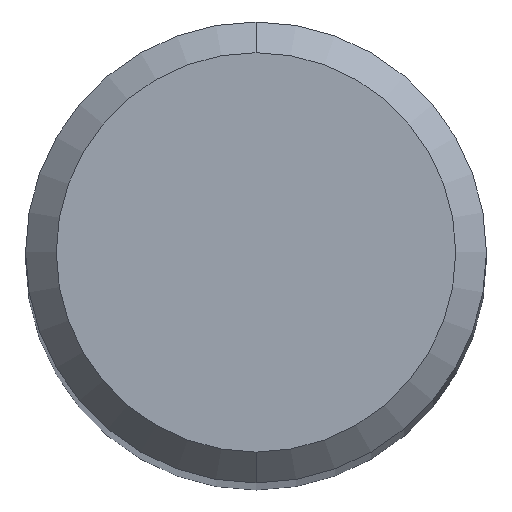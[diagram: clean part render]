
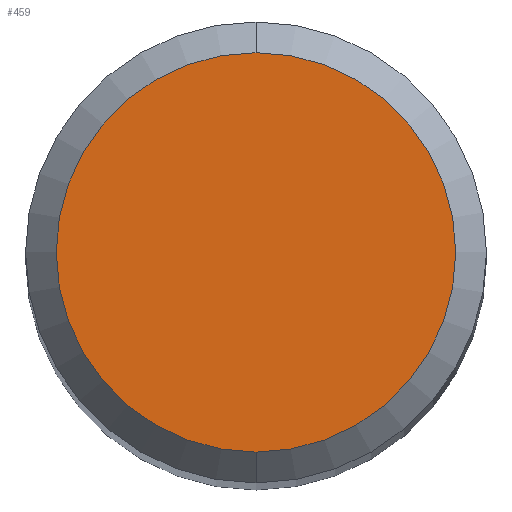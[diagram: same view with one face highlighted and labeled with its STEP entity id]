
A CAD part, top view. The second image highlights one B-rep face of the part: STEP entity #459.
In plain terms, the highlighted planar face has unit normal (0, 0, 1).
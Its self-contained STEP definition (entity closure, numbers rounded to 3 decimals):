
#319=EDGE_CURVE('',#419,#389,#636,.T.);
#369=EDGE_CURVE('',#389,#419,#695,.T.);
#389=VERTEX_POINT('',#717);
#419=VERTEX_POINT('',#749);
#459=ADVANCED_FACE('',(#794),#795,.T.);
#636=CIRCLE('',#1112,2.6);
#695=CIRCLE('',#1208,2.6);
#717=CARTESIAN_POINT('',(0.0,2.6,0.0));
#749=CARTESIAN_POINT('',(0.,-2.6,0.0));
#794=FACE_OUTER_BOUND('',#1436,.T.);
#795=PLANE('',#1437);
#1112=AXIS2_PLACEMENT_3D('',#1575,#1576,#1577);
#1208=AXIS2_PLACEMENT_3D('',#1666,#1667,#1668);
#1436=EDGE_LOOP('',(#1789,#1790));
#1437=AXIS2_PLACEMENT_3D('',#1791,#1792,#1793);
#1575=CARTESIAN_POINT('',(0.0,0.0,0.0));
#1576=DIRECTION('',(0.0,0.0,-1.0));
#1577=DIRECTION('',(0.0,1.0,0.0));
#1666=CARTESIAN_POINT('',(0.0,0.0,0.0));
#1667=DIRECTION('',(0.0,0.0,-1.0));
#1668=DIRECTION('',(0.0,1.0,0.0));
#1789=ORIENTED_EDGE('',*,*,#369,.F.);
#1790=ORIENTED_EDGE('',*,*,#319,.F.);
#1791=CARTESIAN_POINT('',(0.0,1.3,0.0));
#1792=DIRECTION('',(-0.0,0.0,1.0));
#1793=DIRECTION('',(0.0,-1.0,0.0));
